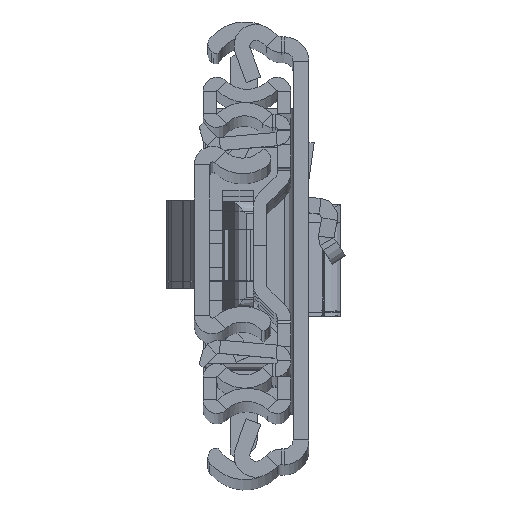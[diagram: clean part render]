
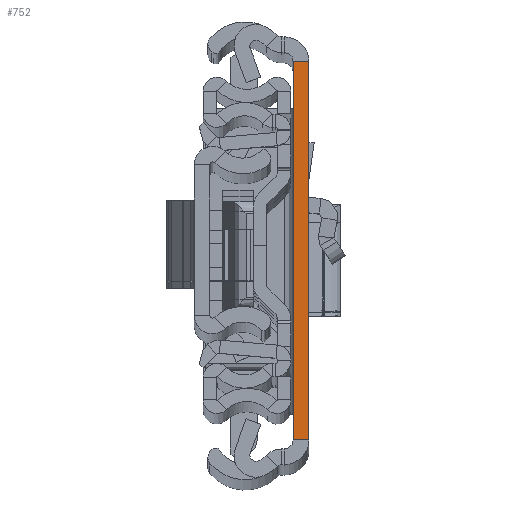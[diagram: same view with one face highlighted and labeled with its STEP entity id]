
A CAD part, top view. The second image highlights one B-rep face of the part: STEP entity #752.
In plain terms, the highlighted planar face has unit normal (0, 0, 1).
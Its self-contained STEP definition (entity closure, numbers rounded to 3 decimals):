
#299 = CARTESIAN_POINT ( 'NONE',  ( 2.6, 31.5, 0. ) ) ;
#434 = CARTESIAN_POINT ( 'NONE',  ( 0., 31.5, 0. ) ) ;
#752 = ADVANCED_FACE ( 'NONE', ( #4792 ), #13979, .F. ) ;
#899 = ORIENTED_EDGE ( 'NONE', *, *, #10104, .F. ) ;
#1768 = LINE ( 'NONE', #299, #11834 ) ;
#2284 = LINE ( 'NONE', #2490, #14668 ) ;
#2490 = CARTESIAN_POINT ( 'NONE',  ( 2.6, -31.5, 0. ) ) ;
#3249 = DIRECTION ( 'NONE',  ( 0., 1., 0. ) ) ;
#4344 = EDGE_CURVE ( 'NONE', #16424, #17996, #10755, .T. ) ;
#4792 = FACE_OUTER_BOUND ( 'NONE', #6164, .T. ) ;
#4793 = ORIENTED_EDGE ( 'NONE', *, *, #4344, .F. ) ;
#5285 = CARTESIAN_POINT ( 'NONE',  ( 2.6, -31.5, 0. ) ) ;
#6164 = EDGE_LOOP ( 'NONE', ( #899, #4793, #6616, #10988 ) ) ;
#6616 = ORIENTED_EDGE ( 'NONE', *, *, #13250, .T. ) ;
#7378 = VECTOR ( 'NONE', #3249, 1000. ) ;
#7969 = LINE ( 'NONE', #9362, #17794 ) ;
#8682 = CARTESIAN_POINT ( 'NONE',  ( 0., -31.5, 0. ) ) ;
#8756 = VERTEX_POINT ( 'NONE', #18959 ) ;
#9095 = VERTEX_POINT ( 'NONE', #5285 ) ;
#9362 = CARTESIAN_POINT ( 'NONE',  ( 2.6, -31.5, 0. ) ) ;
#10104 = EDGE_CURVE ( 'NONE', #17996, #8756, #1768, .T. ) ;
#10755 = LINE ( 'NONE', #16784, #7378 ) ;
#10926 = CARTESIAN_POINT ( 'NONE',  ( 2.6, -31.5, 0. ) ) ;
#10988 = ORIENTED_EDGE ( 'NONE', *, *, #16627, .T. ) ;
#11834 = VECTOR ( 'NONE', #13879, 1000. ) ;
#12109 = DIRECTION ( 'NONE',  ( 0., 1., 0. ) ) ;
#12727 = DIRECTION ( 'NONE',  ( 1., 0., 0. ) ) ;
#13250 = EDGE_CURVE ( 'NONE', #16424, #9095, #2284, .T. ) ;
#13879 = DIRECTION ( 'NONE',  ( 1., 0., 0. ) ) ;
#13979 = PLANE ( 'NONE',  #17973 ) ;
#14668 = VECTOR ( 'NONE', #12727, 1000. ) ;
#16424 = VERTEX_POINT ( 'NONE', #8682 ) ;
#16627 = EDGE_CURVE ( 'NONE', #9095, #8756, #7969, .T. ) ;
#16784 = CARTESIAN_POINT ( 'NONE',  ( 0., -31.5, 0. ) ) ;
#16969 = DIRECTION ( 'NONE',  ( 0., 0., -1. ) ) ;
#16984 = DIRECTION ( 'NONE',  ( 0., 1., 0. ) ) ;
#17794 = VECTOR ( 'NONE', #16984, 1000. ) ;
#17973 = AXIS2_PLACEMENT_3D ( 'NONE', #10926, #16969, #12109 ) ;
#17996 = VERTEX_POINT ( 'NONE', #434 ) ;
#18959 = CARTESIAN_POINT ( 'NONE',  ( 2.6, 31.5, 0. ) ) ;
